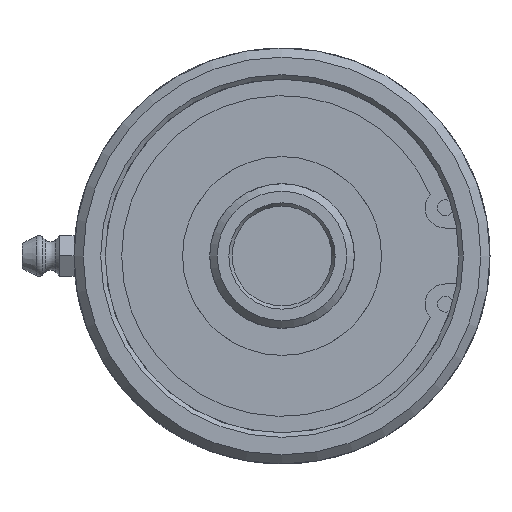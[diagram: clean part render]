
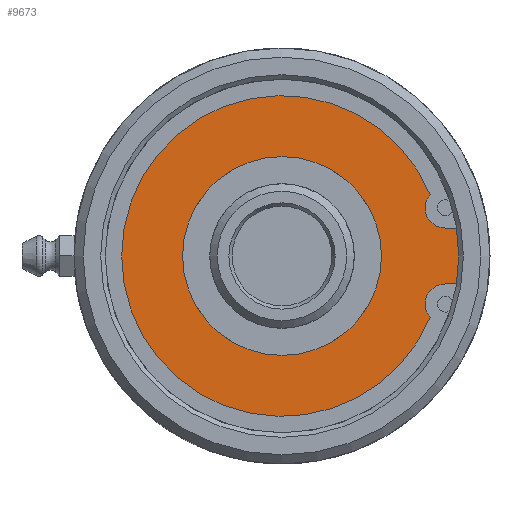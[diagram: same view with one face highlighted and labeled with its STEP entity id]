
A CAD part, left-side view. The second image highlights one B-rep face of the part: STEP entity #9673.
In plain terms, the highlighted planar face has unit normal (-1, 0, 0).
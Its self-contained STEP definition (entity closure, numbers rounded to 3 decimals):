
#51=FACE_BOUND('',#3105,.T.);
#763=PLANE('',#10396);
#951=LINE('',#17136,#1447);
#952=LINE('',#17144,#1448);
#1447=VECTOR('',#11529,4.416);
#1448=VECTOR('',#11536,4.416);
#2526=FACE_OUTER_BOUND('',#3104,.T.);
#3104=EDGE_LOOP('',(#7201,#7202,#7203,#7204,#7205,#7206));
#3105=EDGE_LOOP('',(#7207,#7208));
#3704=CIRCLE('',#10317,17.4);
#3705=CIRCLE('',#10318,17.4);
#3751=CIRCLE('',#10397,3.556);
#3752=CIRCLE('',#10398,28.142);
#3753=CIRCLE('',#10399,3.556);
#3754=CIRCLE('',#10400,33.45);
#4218=VERTEX_POINT('',#16864);
#4219=VERTEX_POINT('',#16865);
#4288=VERTEX_POINT('',#17134);
#4289=VERTEX_POINT('',#17135);
#4290=VERTEX_POINT('',#17137);
#4291=VERTEX_POINT('',#17139);
#4292=VERTEX_POINT('',#17141);
#4293=VERTEX_POINT('',#17143);
#5288=EDGE_CURVE('',#4218,#4219,#3704,.T.);
#5289=EDGE_CURVE('',#4219,#4218,#3705,.T.);
#5391=EDGE_CURVE('',#4288,#4289,#951,.T.);
#5392=EDGE_CURVE('',#4289,#4290,#3751,.T.);
#5393=EDGE_CURVE('',#4290,#4291,#3752,.T.);
#5394=EDGE_CURVE('',#4291,#4292,#3753,.T.);
#5395=EDGE_CURVE('',#4292,#4293,#952,.T.);
#5396=EDGE_CURVE('',#4293,#4288,#3754,.T.);
#7201=ORIENTED_EDGE('',*,*,#5391,.T.);
#7202=ORIENTED_EDGE('',*,*,#5392,.T.);
#7203=ORIENTED_EDGE('',*,*,#5393,.T.);
#7204=ORIENTED_EDGE('',*,*,#5394,.T.);
#7205=ORIENTED_EDGE('',*,*,#5395,.T.);
#7206=ORIENTED_EDGE('',*,*,#5396,.T.);
#7207=ORIENTED_EDGE('',*,*,#5288,.T.);
#7208=ORIENTED_EDGE('',*,*,#5289,.T.);
#9673=ADVANCED_FACE('',(#2526,#51),#763,.F.);
#10317=AXIS2_PLACEMENT_3D('',#16866,#11345,#11346);
#10318=AXIS2_PLACEMENT_3D('',#16867,#11347,#11348);
#10396=AXIS2_PLACEMENT_3D('',#17133,#11527,#11528);
#10397=AXIS2_PLACEMENT_3D('',#17138,#11530,#11531);
#10398=AXIS2_PLACEMENT_3D('',#17140,#11532,#11533);
#10399=AXIS2_PLACEMENT_3D('',#17142,#11534,#11535);
#10400=AXIS2_PLACEMENT_3D('',#17145,#11537,#11538);
#11345=DIRECTION('center_axis',(1.,0.,0.));
#11346=DIRECTION('ref_axis',(0.,-1.,0.));
#11347=DIRECTION('center_axis',(1.,0.,0.));
#11348=DIRECTION('ref_axis',(0.,-1.,0.));
#11527=DIRECTION('center_axis',(1.,0.,0.));
#11528=DIRECTION('ref_axis',(0.,0.,-1.));
#11529=DIRECTION('',(0.,1.,0.));
#11530=DIRECTION('center_axis',(1.,0.,0.));
#11531=DIRECTION('ref_axis',(0.,0.754,0.657));
#11532=DIRECTION('center_axis',(-1.,0.,0.));
#11533=DIRECTION('ref_axis',(0.,0.924,-0.384));
#11534=DIRECTION('center_axis',(1.,0.,0.));
#11535=DIRECTION('ref_axis',(0.,0.,1.));
#11536=DIRECTION('',(0.,-1.,0.));
#11537=DIRECTION('center_axis',(-1.,0.,0.));
#11538=DIRECTION('ref_axis',(0.,1.,0.));
#16864=CARTESIAN_POINT('',(5.98,-17.4,0.));
#16865=CARTESIAN_POINT('',(5.98,17.4,0.));
#16866=CARTESIAN_POINT('Origin',(5.98,0.,0.));
#16867=CARTESIAN_POINT('Origin',(5.98,0.,0.));
#17133=CARTESIAN_POINT('Origin',(5.98,24.238,0.));
#17134=CARTESIAN_POINT('',(5.98,-33.089,4.902));
#17135=CARTESIAN_POINT('',(5.98,-28.672,4.902));
#17136=CARTESIAN_POINT('',(5.98,-33.089,4.902));
#17137=CARTESIAN_POINT('',(5.98,-25.99,10.793));
#17138=CARTESIAN_POINT('Origin',(5.98,-28.672,8.458));
#17139=CARTESIAN_POINT('',(5.98,-25.99,-10.793));
#17140=CARTESIAN_POINT('Origin',(5.98,0.,0.));
#17141=CARTESIAN_POINT('',(5.98,-28.672,-4.902));
#17142=CARTESIAN_POINT('Origin',(5.98,-28.672,-8.458));
#17143=CARTESIAN_POINT('',(5.98,-33.089,-4.902));
#17144=CARTESIAN_POINT('',(5.98,-28.672,-4.902));
#17145=CARTESIAN_POINT('Origin',(5.98,0.,0.));
